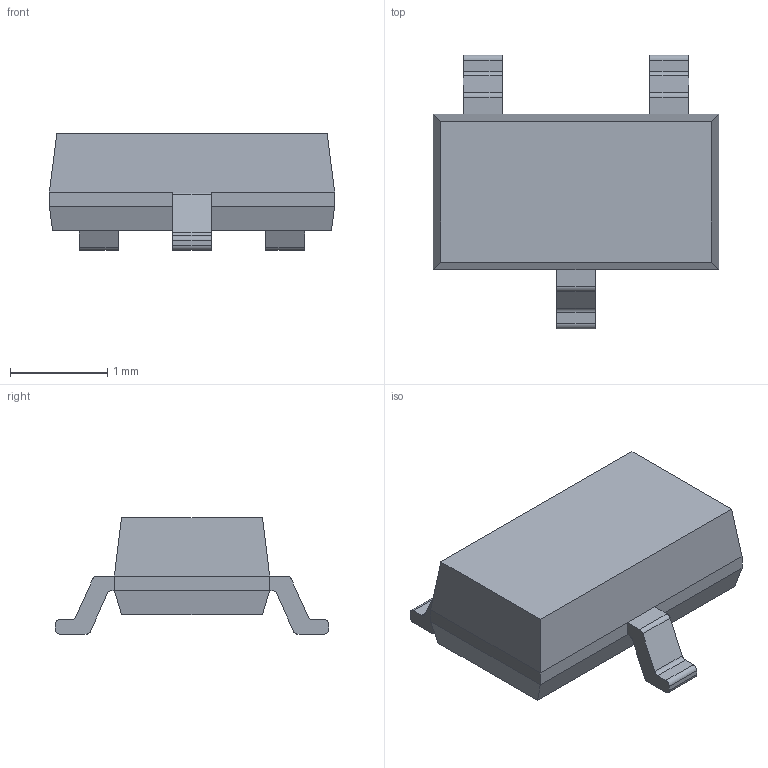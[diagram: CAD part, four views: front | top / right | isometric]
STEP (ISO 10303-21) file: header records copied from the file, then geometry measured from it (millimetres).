
FILE_DESCRIPTION(('FreeCAD Model'),'2;1');
FILE_NAME('SOT23.stp','2016-08-23T23:35:14',( 'Author'),(''),'Open CASCADE STEP processor 7.0','FreeCAD','Unknown' );
FILE_SCHEMA(('AUTOMOTIVE_DESIGN_CC2 { 1 2 10303 214 -1 1 5 4 }'));
Length unit declared in the file: millimetre
Products named in the file (2): ASSEMBLY; sot23
Assembly tree (1 placements, depth 2):
  ASSEMBLY
    sot23
Bounding box: 2.94 x 2.82 x 1.2 mm (x, y, z)
Volume: 4.6 mm3; surface area: 20.2 mm2
Topology: 1 solids, 1 shells, 62 faces, 160 edges, 100 vertices
Faces by surface type: bspline 62
Entity records: 3991 total; most frequent: CARTESIAN_POINT 1502, B_SPLINE_CURVE_WITH_KNOTS 408, ORIENTED_EDGE 320, PCURVE 320, DEFINITIONAL_REPRESENTATION 320, EDGE_CURVE 160, SURFACE_CURVE 160, VERTEX_POINT 100
